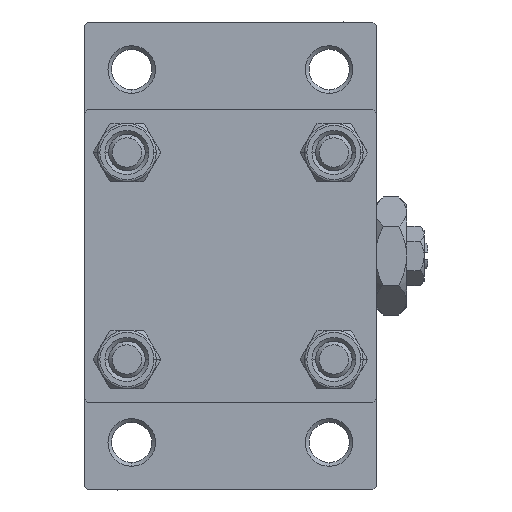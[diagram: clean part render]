
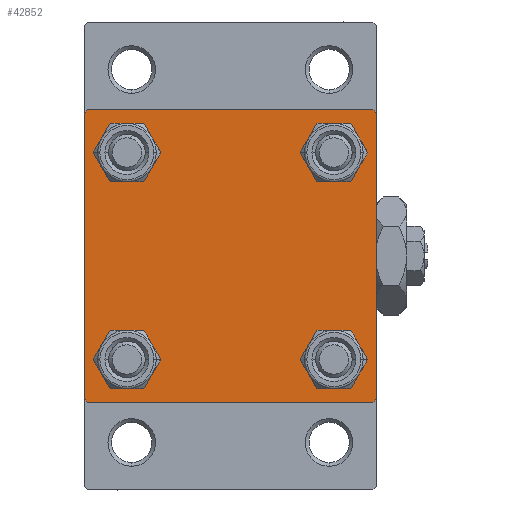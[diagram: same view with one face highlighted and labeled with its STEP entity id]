
A CAD part, left-side view. The second image highlights one B-rep face of the part: STEP entity #42852.
In plain terms, the highlighted planar face has unit normal (-1, 0, 0).
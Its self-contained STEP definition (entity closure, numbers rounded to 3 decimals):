
#400 = ORIENTED_EDGE ( 'NONE', *, *, #17356, .T. ) ;
#730 = CIRCLE ( 'NONE', #7819, 3. ) ;
#1014 = ORIENTED_EDGE ( 'NONE', *, *, #27762, .T. ) ;
#1023 = AXIS2_PLACEMENT_3D ( 'NONE', #40876, #18436, #18667 ) ;
#1391 = CARTESIAN_POINT ( 'NONE',  ( 0., -14.15, 17.15 ) ) ;
#1793 = CIRCLE ( 'NONE', #1023, 3. ) ;
#1999 = CARTESIAN_POINT ( 'NONE',  ( 0., 19.5, 20. ) ) ;
#2836 = VERTEX_POINT ( 'NONE', #27279 ) ;
#3128 = DIRECTION ( 'NONE',  ( 0., 0., 1. ) ) ;
#3274 = CARTESIAN_POINT ( 'NONE',  ( 0., 20., 19.5 ) ) ;
#3712 = CIRCLE ( 'NONE', #24184, 3. ) ;
#4060 = VECTOR ( 'NONE', #31195, 1000. ) ;
#4855 = EDGE_CURVE ( 'NONE', #20771, #13509, #32014, .T. ) ;
#4874 = EDGE_LOOP ( 'NONE', ( #33218, #9291 ) ) ;
#4891 = DIRECTION ( 'NONE',  ( 0., 0.707, -0.707 ) ) ;
#5032 = DIRECTION ( 'NONE',  ( 0., 0., -1. ) ) ;
#6185 = CARTESIAN_POINT ( 'NONE',  ( 0., 20., -19.5 ) ) ;
#6318 = DIRECTION ( 'NONE',  ( 1., 0., 0. ) ) ;
#7409 = LINE ( 'NONE', #8138, #10462 ) ;
#7725 = VERTEX_POINT ( 'NONE', #24160 ) ;
#7819 = AXIS2_PLACEMENT_3D ( 'NONE', #45049, #13975, #3128 ) ;
#7890 = EDGE_CURVE ( 'NONE', #32016, #34116, #3712, .T. ) ;
#7984 = EDGE_CURVE ( 'NONE', #20243, #8688, #16201, .T. ) ;
#8138 = CARTESIAN_POINT ( 'NONE',  ( 0., -19.75, -19.75 ) ) ;
#8420 = ORIENTED_EDGE ( 'NONE', *, *, #20860, .T. ) ;
#8688 = VERTEX_POINT ( 'NONE', #3274 ) ;
#8693 = EDGE_CURVE ( 'NONE', #11181, #38171, #29667, .T. ) ;
#8985 = LINE ( 'NONE', #12913, #48655 ) ;
#9129 = CARTESIAN_POINT ( 'NONE',  ( 0., 14.15, -11.15 ) ) ;
#9166 = AXIS2_PLACEMENT_3D ( 'NONE', #9709, #39789, #25479 ) ;
#9291 = ORIENTED_EDGE ( 'NONE', *, *, #28033, .T. ) ;
#9709 = CARTESIAN_POINT ( 'NONE',  ( 0., -14.15, 14.15 ) ) ;
#10190 = DIRECTION ( 'NONE',  ( 0., -0.707, -0.707 ) ) ;
#10462 = VECTOR ( 'NONE', #38217, 1000. ) ;
#10616 = VERTEX_POINT ( 'NONE', #25438 ) ;
#10775 = LINE ( 'NONE', #22114, #16578 ) ;
#10901 = CARTESIAN_POINT ( 'NONE',  ( 0., 19.75, -19.75 ) ) ;
#11181 = VERTEX_POINT ( 'NONE', #6185 ) ;
#11298 = FACE_BOUND ( 'NONE', #28073, .T. ) ;
#11464 = CARTESIAN_POINT ( 'NONE',  ( 0., -14.15, 11.15 ) ) ;
#11962 = DIRECTION ( 'NONE',  ( 0., 0., 1. ) ) ;
#12029 = FACE_BOUND ( 'NONE', #47302, .T. ) ;
#12232 = VERTEX_POINT ( 'NONE', #37724 ) ;
#12650 = VERTEX_POINT ( 'NONE', #26821 ) ;
#12913 = CARTESIAN_POINT ( 'NONE',  ( 0., 20., -20. ) ) ;
#12916 = CARTESIAN_POINT ( 'NONE',  ( 0., -19.75, 19.75 ) ) ;
#13063 = EDGE_CURVE ( 'NONE', #38171, #10616, #8985, .T. ) ;
#13368 = LINE ( 'NONE', #37030, #17308 ) ;
#13509 = VERTEX_POINT ( 'NONE', #1391 ) ;
#13618 = AXIS2_PLACEMENT_3D ( 'NONE', #45923, #44952, #34336 ) ;
#13975 = DIRECTION ( 'NONE',  ( 1., 0., 0. ) ) ;
#14388 = CIRCLE ( 'NONE', #13618, 3. ) ;
#14690 = ORIENTED_EDGE ( 'NONE', *, *, #17098, .F. ) ;
#14943 = AXIS2_PLACEMENT_3D ( 'NONE', #31768, #43600, #46808 ) ;
#15969 = CARTESIAN_POINT ( 'NONE',  ( 0., 19.75, 19.75 ) ) ;
#16201 = LINE ( 'NONE', #15969, #31279 ) ;
#16578 = VECTOR ( 'NONE', #19555, 1000. ) ;
#16849 = DIRECTION ( 'NONE',  ( 0., -1., 0. ) ) ;
#16904 = CARTESIAN_POINT ( 'NONE',  ( 0., 19.5, -20. ) ) ;
#16918 = VERTEX_POINT ( 'NONE', #21795 ) ;
#17092 = LINE ( 'NONE', #12916, #4060 ) ;
#17098 = EDGE_CURVE ( 'NONE', #20243, #7725, #13368, .T. ) ;
#17308 = VECTOR ( 'NONE', #43477, 1000. ) ;
#17356 = EDGE_CURVE ( 'NONE', #12650, #12232, #34651, .T. ) ;
#17385 = CARTESIAN_POINT ( 'NONE',  ( 0., 14.15, 14.15 ) ) ;
#18436 = DIRECTION ( 'NONE',  ( 1., 0., 0. ) ) ;
#18667 = DIRECTION ( 'NONE',  ( 0., 0., 1. ) ) ;
#19274 = EDGE_CURVE ( 'NONE', #8688, #11181, #31416, .T. ) ;
#19555 = DIRECTION ( 'NONE',  ( 0., 0., -1. ) ) ;
#20243 = VERTEX_POINT ( 'NONE', #1999 ) ;
#20718 = EDGE_LOOP ( 'NONE', ( #29566, #27480 ) ) ;
#20771 = VERTEX_POINT ( 'NONE', #11464 ) ;
#20860 = EDGE_CURVE ( 'NONE', #16918, #7725, #17092, .T. ) ;
#21422 = AXIS2_PLACEMENT_3D ( 'NONE', #22398, #27082, #34246 ) ;
#21795 = CARTESIAN_POINT ( 'NONE',  ( 0., -20., 19.5 ) ) ;
#22114 = CARTESIAN_POINT ( 'NONE',  ( 0., -20., 20. ) ) ;
#22398 = CARTESIAN_POINT ( 'NONE',  ( 0., 0., 0. ) ) ;
#22654 = ORIENTED_EDGE ( 'NONE', *, *, #8693, .T. ) ;
#23276 = CARTESIAN_POINT ( 'NONE',  ( 0., 20., 20. ) ) ;
#23524 = EDGE_CURVE ( 'NONE', #13509, #20771, #43529, .T. ) ;
#24160 = CARTESIAN_POINT ( 'NONE',  ( 0., -19.5, 20. ) ) ;
#24184 = AXIS2_PLACEMENT_3D ( 'NONE', #30070, #44621, #48317 ) ;
#24275 = ORIENTED_EDGE ( 'NONE', *, *, #7984, .T. ) ;
#24523 = ORIENTED_EDGE ( 'NONE', *, *, #13063, .T. ) ;
#24563 = ORIENTED_EDGE ( 'NONE', *, *, #4855, .T. ) ;
#25438 = CARTESIAN_POINT ( 'NONE',  ( 0., -19.5, -20. ) ) ;
#25479 = DIRECTION ( 'NONE',  ( 0., 0., 1. ) ) ;
#26102 = FACE_BOUND ( 'NONE', #4874, .T. ) ;
#26352 = FACE_BOUND ( 'NONE', #20718, .T. ) ;
#26594 = PLANE ( 'NONE',  #21422 ) ;
#26821 = CARTESIAN_POINT ( 'NONE',  ( 0., -14.15, -11.15 ) ) ;
#27082 = DIRECTION ( 'NONE',  ( -1., 0., 0. ) ) ;
#27279 = CARTESIAN_POINT ( 'NONE',  ( 0., 14.15, 11.15 ) ) ;
#27454 = EDGE_CURVE ( 'NONE', #34116, #32016, #14388, .T. ) ;
#27480 = ORIENTED_EDGE ( 'NONE', *, *, #27454, .T. ) ;
#27762 = EDGE_CURVE ( 'NONE', #10616, #39726, #7409, .T. ) ;
#28033 = EDGE_CURVE ( 'NONE', #2836, #34345, #1793, .T. ) ;
#28073 = EDGE_LOOP ( 'NONE', ( #400, #44125 ) ) ;
#28334 = AXIS2_PLACEMENT_3D ( 'NONE', #17385, #6318, #46755 ) ;
#28387 = ORIENTED_EDGE ( 'NONE', *, *, #19274, .T. ) ;
#28840 = EDGE_LOOP ( 'NONE', ( #28387, #22654, #24523, #1014, #46821, #8420, #14690, #24275 ) ) ;
#29566 = ORIENTED_EDGE ( 'NONE', *, *, #7890, .T. ) ;
#29667 = LINE ( 'NONE', #10901, #32119 ) ;
#30070 = CARTESIAN_POINT ( 'NONE',  ( 0., 14.15, -14.15 ) ) ;
#30825 = AXIS2_PLACEMENT_3D ( 'NONE', #46478, #45762, #11962 ) ;
#31195 = DIRECTION ( 'NONE',  ( 0., 0.707, 0.707 ) ) ;
#31279 = VECTOR ( 'NONE', #4891, 1000. ) ;
#31416 = LINE ( 'NONE', #23276, #33150 ) ;
#31768 = CARTESIAN_POINT ( 'NONE',  ( 0., -14.15, -14.15 ) ) ;
#32014 = CIRCLE ( 'NONE', #9166, 3. ) ;
#32016 = VERTEX_POINT ( 'NONE', #9129 ) ;
#32119 = VECTOR ( 'NONE', #10190, 1000. ) ;
#32528 = EDGE_CURVE ( 'NONE', #12232, #12650, #730, .T. ) ;
#33150 = VECTOR ( 'NONE', #5032, 1000. ) ;
#33168 = CARTESIAN_POINT ( 'NONE',  ( 0., 14.15, -17.15 ) ) ;
#33218 = ORIENTED_EDGE ( 'NONE', *, *, #37192, .T. ) ;
#33379 = ORIENTED_EDGE ( 'NONE', *, *, #23524, .T. ) ;
#34116 = VERTEX_POINT ( 'NONE', #33168 ) ;
#34246 = DIRECTION ( 'NONE',  ( 0., 0., 1. ) ) ;
#34336 = DIRECTION ( 'NONE',  ( 0., 0., 1. ) ) ;
#34345 = VERTEX_POINT ( 'NONE', #34854 ) ;
#34651 = CIRCLE ( 'NONE', #14943, 3. ) ;
#34854 = CARTESIAN_POINT ( 'NONE',  ( 0., 14.15, 17.15 ) ) ;
#35996 = CARTESIAN_POINT ( 'NONE',  ( 0., -20., -19.5 ) ) ;
#37030 = CARTESIAN_POINT ( 'NONE',  ( 0., 20., 20. ) ) ;
#37192 = EDGE_CURVE ( 'NONE', #34345, #2836, #42512, .T. ) ;
#37724 = CARTESIAN_POINT ( 'NONE',  ( 0., -14.15, -17.15 ) ) ;
#38171 = VERTEX_POINT ( 'NONE', #16904 ) ;
#38217 = DIRECTION ( 'NONE',  ( 0., -0.707, 0.707 ) ) ;
#39726 = VERTEX_POINT ( 'NONE', #35996 ) ;
#39789 = DIRECTION ( 'NONE',  ( 1., 0., 0. ) ) ;
#40073 = EDGE_CURVE ( 'NONE', #16918, #39726, #10775, .T. ) ;
#40876 = CARTESIAN_POINT ( 'NONE',  ( 0., 14.15, 14.15 ) ) ;
#42512 = CIRCLE ( 'NONE', #28334, 3. ) ;
#42852 = ADVANCED_FACE ( 'NONE', ( #12029, #11298, #26352, #26102, #45826 ), #26594, .T. ) ;
#43477 = DIRECTION ( 'NONE',  ( 0., -1., 0. ) ) ;
#43529 = CIRCLE ( 'NONE', #30825, 3. ) ;
#43600 = DIRECTION ( 'NONE',  ( 1., 0., 0. ) ) ;
#44125 = ORIENTED_EDGE ( 'NONE', *, *, #32528, .T. ) ;
#44621 = DIRECTION ( 'NONE',  ( 1., 0., 0. ) ) ;
#44952 = DIRECTION ( 'NONE',  ( 1., 0., 0. ) ) ;
#45049 = CARTESIAN_POINT ( 'NONE',  ( 0., -14.15, -14.15 ) ) ;
#45762 = DIRECTION ( 'NONE',  ( 1., 0., 0. ) ) ;
#45826 = FACE_OUTER_BOUND ( 'NONE', #28840, .T. ) ;
#45923 = CARTESIAN_POINT ( 'NONE',  ( 0., 14.15, -14.15 ) ) ;
#46478 = CARTESIAN_POINT ( 'NONE',  ( 0., -14.15, 14.15 ) ) ;
#46755 = DIRECTION ( 'NONE',  ( 0., 0., 1. ) ) ;
#46808 = DIRECTION ( 'NONE',  ( 0., 0., 1. ) ) ;
#46821 = ORIENTED_EDGE ( 'NONE', *, *, #40073, .F. ) ;
#47302 = EDGE_LOOP ( 'NONE', ( #33379, #24563 ) ) ;
#48317 = DIRECTION ( 'NONE',  ( 0., 0., 1. ) ) ;
#48655 = VECTOR ( 'NONE', #16849, 1000. ) ;
